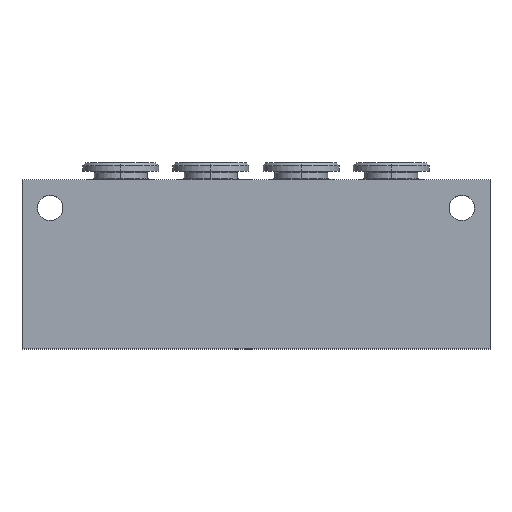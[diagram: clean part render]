
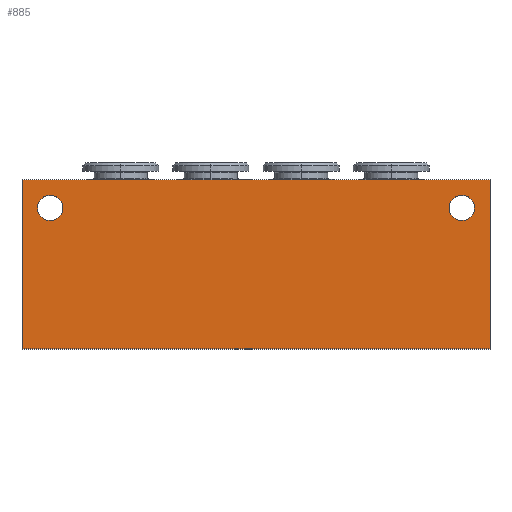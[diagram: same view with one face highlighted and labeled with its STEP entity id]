
A CAD part, top view. The second image highlights one B-rep face of the part: STEP entity #885.
In plain terms, the highlighted planar face has unit normal (0, 0, 1).
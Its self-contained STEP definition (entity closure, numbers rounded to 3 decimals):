
#77 = VERTEX_POINT ( 'NONE', #1209 ) ;
#78 = EDGE_CURVE ( 'NONE', #77, #113, #1207, .T. ) ;
#111 = VERTEX_POINT ( 'NONE', #1126 ) ;
#113 = VERTEX_POINT ( 'NONE', #1123 ) ;
#234 = EDGE_CURVE ( 'NONE', #314, #111, #1588, .T. ) ;
#314 = VERTEX_POINT ( 'NONE', #1868 ) ;
#799 = VERTEX_POINT ( 'NONE', #2590 ) ;
#801 = EDGE_CURVE ( 'NONE', #802, #799, #2589, .T. ) ;
#802 = VERTEX_POINT ( 'NONE', #2585 ) ;
#860 = EDGE_CURVE ( 'NONE', #111, #314, #3036, .T. ) ;
#862 = ORIENTED_EDGE ( 'NONE', *, *, #881, .F. ) ;
#863 = ORIENTED_EDGE ( 'NONE', *, *, #864, .F. ) ;
#864 = EDGE_CURVE ( 'NONE', #865, #868, #3100, .T. ) ;
#865 = VERTEX_POINT ( 'NONE', #3012 ) ;
#866 = ORIENTED_EDGE ( 'NONE', *, *, #867, .T. ) ;
#867 = EDGE_CURVE ( 'NONE', #799, #868, #3011, .T. ) ;
#868 = VERTEX_POINT ( 'NONE', #3096 ) ;
#875 = EDGE_LOOP ( 'NONE', ( #866, #863, #862, #882 ) ) ;
#881 = EDGE_CURVE ( 'NONE', #802, #865, #2809, .T. ) ;
#882 = ORIENTED_EDGE ( 'NONE', *, *, #801, .T. ) ;
#883 = EDGE_LOOP ( 'NONE', ( #1012, #1013 ) ) ;
#885 = ADVANCED_FACE ( 'NONE', ( #2796, #2756, #2755 ), #2792, .F. ) ;
#895 = EDGE_LOOP ( 'NONE', ( #1010, #1021 ) ) ;
#1010 = ORIENTED_EDGE ( 'NONE', *, *, #1011, .T. ) ;
#1011 = EDGE_CURVE ( 'NONE', #113, #77, #3156, .T. ) ;
#1012 = ORIENTED_EDGE ( 'NONE', *, *, #234, .F. ) ;
#1013 = ORIENTED_EDGE ( 'NONE', *, *, #860, .F. ) ;
#1021 = ORIENTED_EDGE ( 'NONE', *, *, #78, .T. ) ;
#1123 = CARTESIAN_POINT ( 'NONE',  ( 34.25, 10., 10. ) ) ;
#1126 = CARTESIAN_POINT ( 'NONE',  ( -34.25, 10., 10. ) ) ;
#1187 = DIRECTION ( 'NONE',  ( -1., 0., 0. ) ) ;
#1188 = DIRECTION ( 'NONE',  ( 0., 0., -1. ) ) ;
#1189 = CARTESIAN_POINT ( 'NONE',  ( 36.5, 10., 10. ) ) ;
#1206 = AXIS2_PLACEMENT_3D ( 'NONE', #1189, #1188, #1187 ) ;
#1207 = CIRCLE ( 'NONE', #1206, 2.25 ) ;
#1209 = CARTESIAN_POINT ( 'NONE',  ( 38.75, 10., 10. ) ) ;
#1586 = CARTESIAN_POINT ( 'NONE',  ( -36.5, 10., 10. ) ) ;
#1587 = AXIS2_PLACEMENT_3D ( 'NONE', #1586, #1660, #1680 ) ;
#1588 = CIRCLE ( 'NONE', #1587, 2.25 ) ;
#1660 = DIRECTION ( 'NONE',  ( 0., 0., 1. ) ) ;
#1680 = DIRECTION ( 'NONE',  ( 1., 0., 0. ) ) ;
#1868 = CARTESIAN_POINT ( 'NONE',  ( -38.75, 10., 10. ) ) ;
#2585 = CARTESIAN_POINT ( 'NONE',  ( 41.5, 15., 10. ) ) ;
#2586 = DIRECTION ( 'NONE',  ( -1., 0., 0. ) ) ;
#2587 = VECTOR ( 'NONE', #2586, 1000. ) ;
#2588 = CARTESIAN_POINT ( 'NONE',  ( 41.5, 15., 10. ) ) ;
#2589 = LINE ( 'NONE', #2588, #2587 ) ;
#2590 = CARTESIAN_POINT ( 'NONE',  ( -41.5, 15., 10. ) ) ;
#2755 = FACE_BOUND ( 'NONE', #883, .T. ) ;
#2756 = FACE_OUTER_BOUND ( 'NONE', #875, .T. ) ;
#2777 = DIRECTION ( 'NONE',  ( 0., 1., 0. ) ) ;
#2778 = DIRECTION ( 'NONE',  ( 0., 0., -1. ) ) ;
#2779 = CARTESIAN_POINT ( 'NONE',  ( 41.5, 15., 10. ) ) ;
#2781 = VECTOR ( 'NONE', #2797, 1000. ) ;
#2782 = CARTESIAN_POINT ( 'NONE',  ( 41.5, 15., 10. ) ) ;
#2791 = AXIS2_PLACEMENT_3D ( 'NONE', #2779, #2778, #2777 ) ;
#2792 = PLANE ( 'NONE',  #2791 ) ;
#2796 = FACE_BOUND ( 'NONE', #895, .T. ) ;
#2797 = DIRECTION ( 'NONE',  ( 0., -1., 0. ) ) ;
#2809 = LINE ( 'NONE', #2782, #2781 ) ;
#3011 = LINE ( 'NONE', #3099, #3098 ) ;
#3012 = CARTESIAN_POINT ( 'NONE',  ( 41.5, -15., 10. ) ) ;
#3013 = DIRECTION ( 'NONE',  ( -1., 0., 0. ) ) ;
#3014 = VECTOR ( 'NONE', #3013, 1000. ) ;
#3015 = CARTESIAN_POINT ( 'NONE',  ( 41.5, -15., 10. ) ) ;
#3033 = DIRECTION ( 'NONE',  ( 0., 0., 1. ) ) ;
#3034 = CARTESIAN_POINT ( 'NONE',  ( -36.5, 10., 10. ) ) ;
#3035 = AXIS2_PLACEMENT_3D ( 'NONE', #3034, #3033, #3046 ) ;
#3036 = CIRCLE ( 'NONE', #3035, 2.25 ) ;
#3046 = DIRECTION ( 'NONE',  ( 1., 0., 0. ) ) ;
#3096 = CARTESIAN_POINT ( 'NONE',  ( -41.5, -15., 10. ) ) ;
#3097 = DIRECTION ( 'NONE',  ( 0., -1., 0. ) ) ;
#3098 = VECTOR ( 'NONE', #3097, 1000. ) ;
#3099 = CARTESIAN_POINT ( 'NONE',  ( -41.5, 15., 10. ) ) ;
#3100 = LINE ( 'NONE', #3015, #3014 ) ;
#3156 = CIRCLE ( 'NONE', #3224, 2.25 ) ;
#3221 = DIRECTION ( 'NONE',  ( -1., 0., 0. ) ) ;
#3222 = DIRECTION ( 'NONE',  ( 0., 0., -1. ) ) ;
#3223 = CARTESIAN_POINT ( 'NONE',  ( 36.5, 10., 10. ) ) ;
#3224 = AXIS2_PLACEMENT_3D ( 'NONE', #3223, #3222, #3221 ) ;
